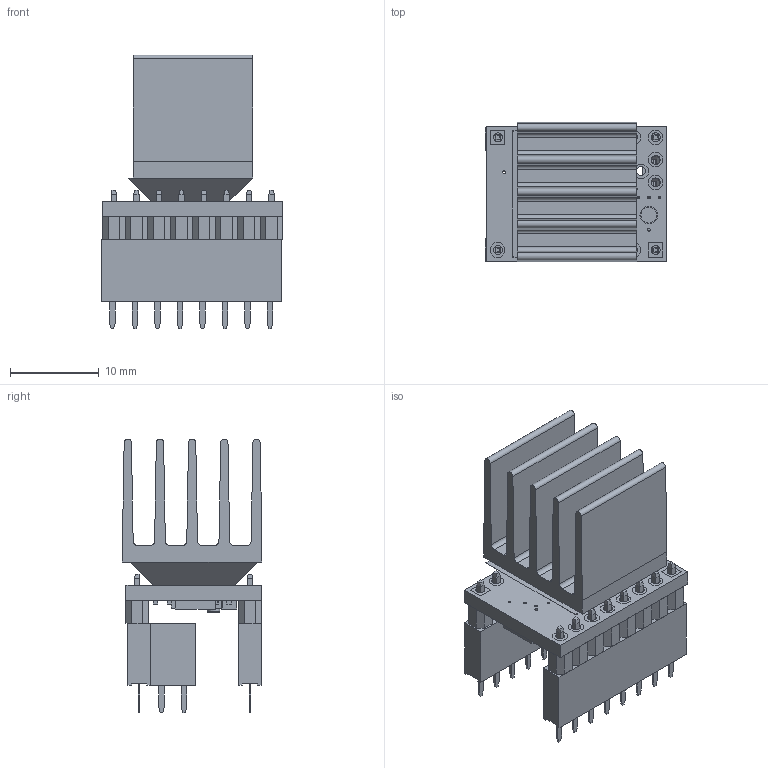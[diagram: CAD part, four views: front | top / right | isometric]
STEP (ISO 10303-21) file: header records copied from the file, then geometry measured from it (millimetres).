
FILE_DESCRIPTION(('HOOPS Exchange Step'),'2;1');
FILE_NAME('temp_export','2024-07-22T08:07:02+02:00',('Lucas'),('Shapr3D Limited'),'HOOPS Exchange 2024.2','Shapr3D','Authorized');
FILE_SCHEMA( ('AP242_MANAGED_MODEL_BASED_3D_ENGINEERING_MIM_LF {1 0 10303 442 1 1 4 }') );
Length unit declared in the file: millimetre
Products named in the file (4): TMC2209; PinSocket_1x12_P2.54mm_Vertical; pcb; root
Assembly tree (3 placements, depth 3):
  root
    pcb
      TMC2209
      PinSocket_1x12_P2.54mm_Vertical
Bounding box: 20.49 x 15.76 x 30.85 mm (x, y, z)
Volume: 3176.9 mm3; surface area: 5997 mm2
Topology: 78 solids, 78 shells, 1629 faces, 4022 edges, 2608 vertices
Faces by surface type: plane 1496, cylinder 131, bspline 2
Full cylindrical faces by diameter (mm): 0.3 x55, 1 x19, 1.4 x1, 1.8 x1, 2 x2
Entity records: 47895 total; most frequent: CARTESIAN_POINT 8297, ORIENTED_EDGE 8044, DIRECTION 7559, EDGE_CURVE 4022, VECTOR 3755, LINE 3755, VERTEX_POINT 2608, AXIS2_PLACEMENT_3D 1902
